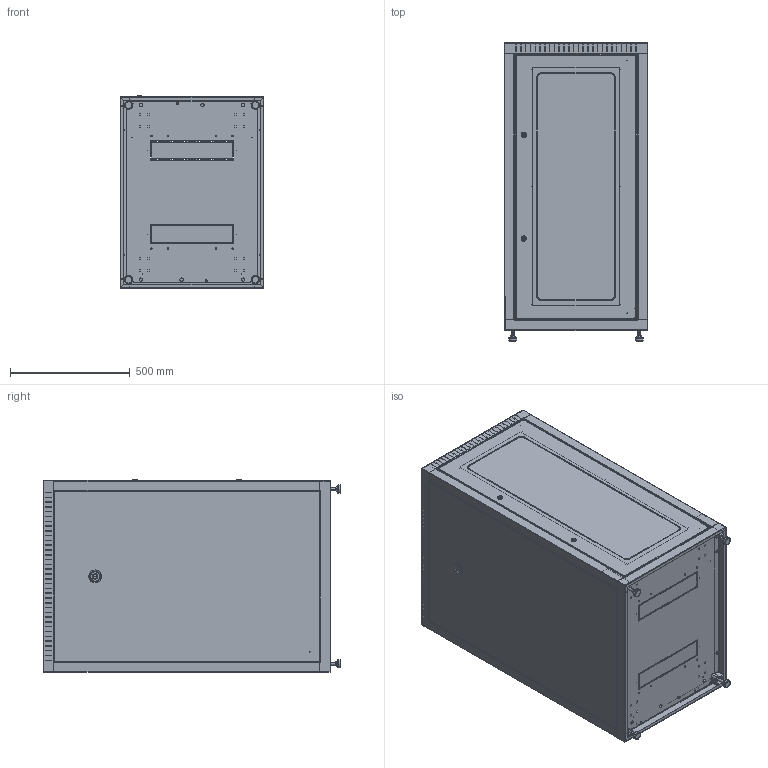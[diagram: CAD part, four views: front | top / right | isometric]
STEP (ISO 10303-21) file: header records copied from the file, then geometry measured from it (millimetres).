
FILE_DESCRIPTION (( 'STEP AP203' ), '1' );
FILE_NAME ('LE05-24U68-GM.STEP', '2025-08-05T10:12:51', ( '' ), ( '' ), 'SwSTEP 2.0', 'SolidWorks 2022', '' );
FILE_SCHEMA (( 'CONFIG_CONTROL_DESIGN' ));
Length unit declared in the file: millimetre
Products named in the file (1): LE05-24U68-GM
Bounding box: 600 x 1242.1 x 806.3 mm (x, y, z)
Surface area: 9585110.3 mm2 (no closed solid volume)
Topology: 0 solids, 166 shells, 1685 faces, 12577 edges, 10571 vertices
Faces by surface type: plane 1053, cylinder 546, torus 40, cone 36, bspline 8, sphere 2
Entity records: 122203 total; most frequent: CARTESIAN_POINT 26031, DIRECTION 18823, ORIENTED_EDGE 15976, EDGE_CURVE 12577, VERTEX_POINT 10571, LINE 9517, VECTOR 9517, AXIS2_PLACEMENT_3D 4653
